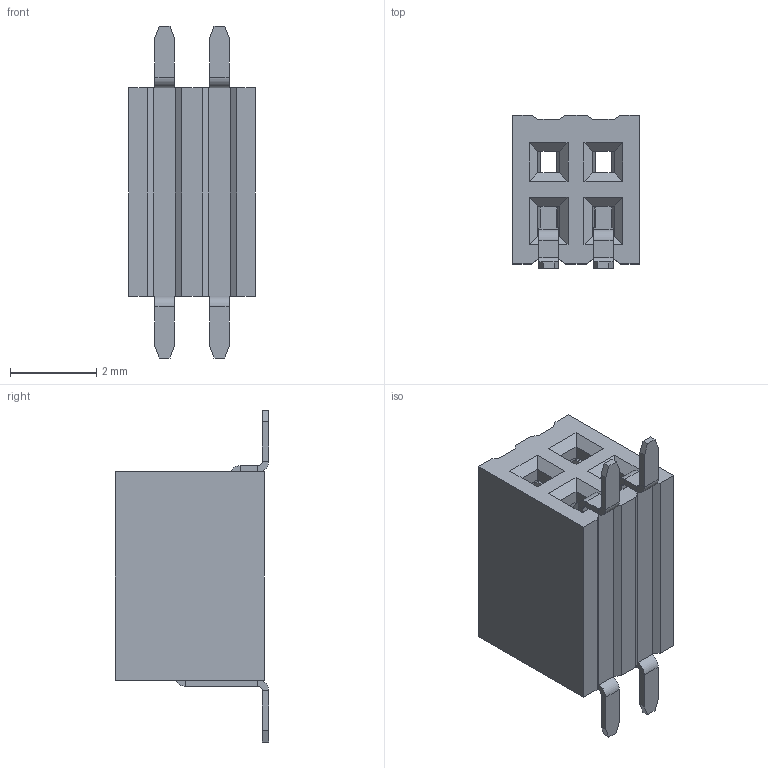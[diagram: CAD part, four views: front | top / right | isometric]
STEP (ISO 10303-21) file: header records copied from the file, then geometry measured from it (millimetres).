
FILE_DESCRIPTION (( 'STEP AP214' ), '1' );
FILE_NAME ('FFH12733-D04B1014BKM-REF.STEP', '2025-10-13T01:53:46', ( '' ), ( '' ), 'SwSTEP 2.0', 'SolidWorks 2021', '' );
FILE_SCHEMA (( 'AUTOMOTIVE_DESIGN' ));
Length unit declared in the file: millimetre
Products named in the file (1): FFH12733-D04B1014BKM-REF
Bounding box: 2.94 x 3.56 x 7.7 mm (x, y, z)
Volume: 38.1 mm3; surface area: 190 mm2
Topology: 1 solids, 1 shells, 396 faces, 1002 edges, 572 vertices
Faces by surface type: plane 316, cylinder 80
Entity records: 11568 total; most frequent: CARTESIAN_POINT 2031, ORIENTED_EDGE 2004, DIRECTION 1936, EDGE_CURVE 1002, LINE 822, VECTOR 822, VERTEX_POINT 572, AXIS2_PLACEMENT_3D 557
